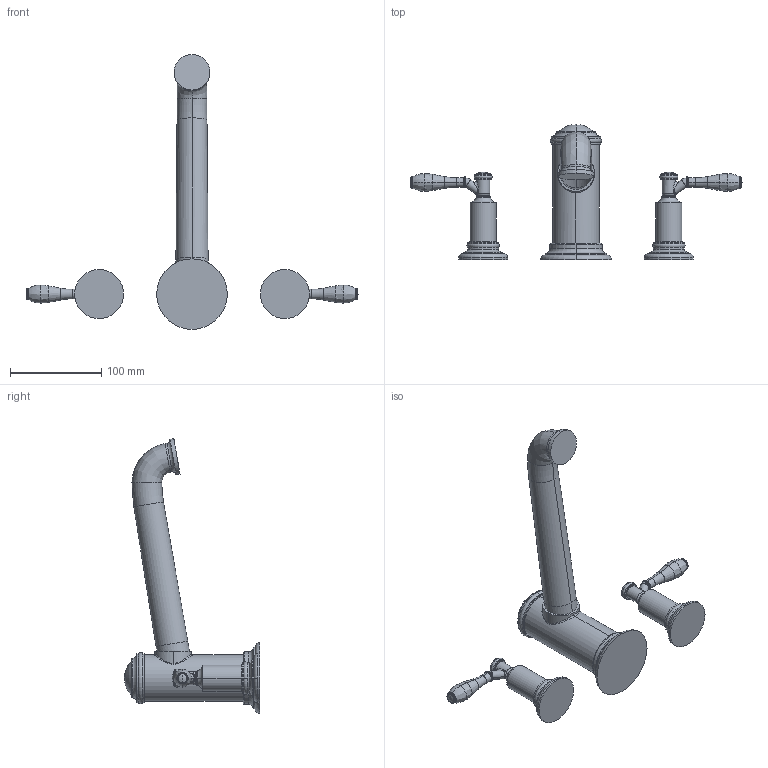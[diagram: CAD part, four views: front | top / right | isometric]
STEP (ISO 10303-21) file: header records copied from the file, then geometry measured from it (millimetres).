
FILE_DESCRIPTION((''),'2;1');
FILE_NAME('3-2556','2021-03-15T10:15:00',('jinson.thomas'),(''),'CREO PARAMETRIC BY PTC INC, 2018400','CREO PARAMETRIC BY PTC INC, 2018400','');
FILE_SCHEMA(('CONFIG_CONTROL_DESIGN'));
Length unit declared in the file: inch
Products named in the file (1): 3-2556
Bounding box: 363.22 x 147.93 x 300.65 mm (x, y, z)
Volume: 673444.9 mm3; surface area: 95159 mm2
Topology: 3 solids, 3 shells, 239 faces, 491 edges, 271 vertices
Faces by surface type: torus 94, cylinder 70, bspline 32, plane 27, sphere 12, cone 4
Entity records: 9013 total; most frequent: CARTESIAN_POINT 3943, DIRECTION 1203, ORIENTED_EDGE 962, AXIS2_PLACEMENT_3D 563, EDGE_CURVE 481, CIRCLE 356, VERTEX_POINT 271, EDGE_LOOP 262
